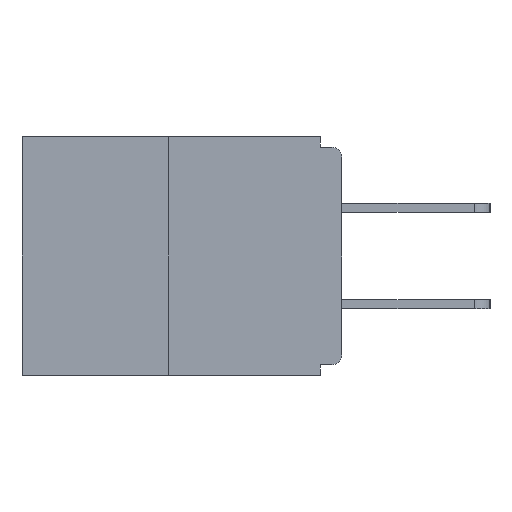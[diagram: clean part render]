
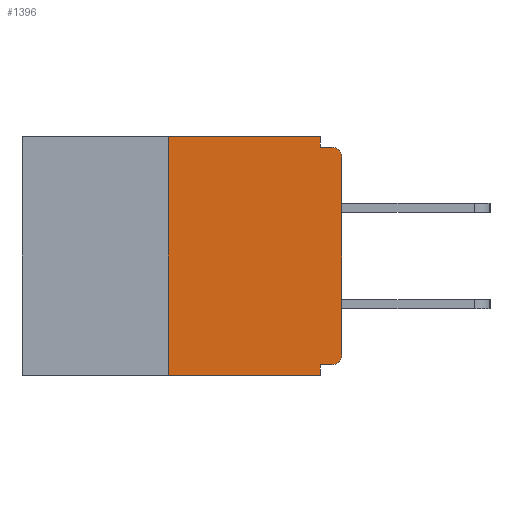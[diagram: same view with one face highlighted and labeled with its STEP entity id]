
A CAD part, left-side view. The second image highlights one B-rep face of the part: STEP entity #1396.
In plain terms, the highlighted planar face has unit normal (-1, 0, 0).
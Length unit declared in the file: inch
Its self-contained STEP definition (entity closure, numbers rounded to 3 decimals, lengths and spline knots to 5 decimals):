
#173 = ORIENTED_EDGE ( 'NONE', *, *, #12614, .F. ) ;
#467 = DIRECTION ( 'NONE',  ( 0., 0., 1. ) ) ;
#678 = EDGE_LOOP ( 'NONE', ( #173, #13705, #5507, #12291, #4611, #12591, #11054, #17226, #9709, #2448 ) ) ;
#841 = DIRECTION ( 'NONE',  ( -1., 0., 0. ) ) ;
#960 = EDGE_CURVE ( 'NONE', #3498, #21316, #7820, .T. ) ;
#1390 = DIRECTION ( 'NONE',  ( 0., 0., -1. ) ) ;
#1396 = ADVANCED_FACE ( 'NONE', ( #11740 ), #8208, .F. ) ;
#1546 = LINE ( 'NONE', #16613, #19671 ) ;
#2012 = EDGE_CURVE ( 'NONE', #17797, #6439, #10469, .T. ) ;
#2016 = VECTOR ( 'NONE', #13185, 39.37008 ) ;
#2448 = ORIENTED_EDGE ( 'NONE', *, *, #5101, .F. ) ;
#2489 = EDGE_CURVE ( 'NONE', #11434, #7492, #17365, .T. ) ;
#3349 = CARTESIAN_POINT ( 'NONE',  ( 0., 0.031, -0.328 ) ) ;
#3498 = VERTEX_POINT ( 'NONE', #9153 ) ;
#3641 = DIRECTION ( 'NONE',  ( 0., -1., 0. ) ) ;
#3814 = CARTESIAN_POINT ( 'NONE',  ( 0., 0.46, -0.343 ) ) ;
#4050 = LINE ( 'NONE', #5914, #9573 ) ;
#4502 = CARTESIAN_POINT ( 'NONE',  ( 0., 0.015, -0.015 ) ) ;
#4611 = ORIENTED_EDGE ( 'NONE', *, *, #15198, .F. ) ;
#5101 = EDGE_CURVE ( 'NONE', #15603, #11434, #13080, .T. ) ;
#5366 = CARTESIAN_POINT ( 'NONE',  ( 0., 0.031, 0. ) ) ;
#5507 = ORIENTED_EDGE ( 'NONE', *, *, #13314, .T. ) ;
#5914 = CARTESIAN_POINT ( 'NONE',  ( 0., 0., -0.328 ) ) ;
#5931 = VERTEX_POINT ( 'NONE', #10834 ) ;
#6121 = DIRECTION ( 'NONE',  ( 0., 0., -1. ) ) ;
#6236 = DIRECTION ( 'NONE',  ( 1., 0., 0. ) ) ;
#6273 = CARTESIAN_POINT ( 'NONE',  ( 0., 0.25, -0.343 ) ) ;
#6349 = CARTESIAN_POINT ( 'NONE',  ( 0., 0.46, 0. ) ) ;
#6439 = VERTEX_POINT ( 'NONE', #12783 ) ;
#6821 = DIRECTION ( 'NONE',  ( -1., 0., 0. ) ) ;
#6927 = DIRECTION ( 'NONE',  ( 0., 0., -1. ) ) ;
#7410 = AXIS2_PLACEMENT_3D ( 'NONE', #20025, #6821, #6927 ) ;
#7486 = CARTESIAN_POINT ( 'NONE',  ( 0., 0., -0.313 ) ) ;
#7492 = VERTEX_POINT ( 'NONE', #4502 ) ;
#7820 = CIRCLE ( 'NONE', #20132, 0.015 ) ;
#8208 = PLANE ( 'NONE',  #13553 ) ;
#8816 = VECTOR ( 'NONE', #12000, 39.37008 ) ;
#9153 = CARTESIAN_POINT ( 'NONE',  ( 0., 0.015, -0.328 ) ) ;
#9573 = VECTOR ( 'NONE', #12740, 39.37008 ) ;
#9709 = ORIENTED_EDGE ( 'NONE', *, *, #2489, .F. ) ;
#10469 = LINE ( 'NONE', #14102, #13159 ) ;
#10834 = CARTESIAN_POINT ( 'NONE',  ( 0., 0., -0.03 ) ) ;
#11054 = ORIENTED_EDGE ( 'NONE', *, *, #17111, .T. ) ;
#11118 = EDGE_CURVE ( 'NONE', #14921, #12239, #1546, .T. ) ;
#11434 = VERTEX_POINT ( 'NONE', #15948 ) ;
#11740 = FACE_OUTER_BOUND ( 'NONE', #678, .T. ) ;
#12000 = DIRECTION ( 'NONE',  ( 0., -1., 0. ) ) ;
#12202 = CARTESIAN_POINT ( 'NONE',  ( 0., 0., 0. ) ) ;
#12239 = VERTEX_POINT ( 'NONE', #18654 ) ;
#12291 = ORIENTED_EDGE ( 'NONE', *, *, #11118, .F. ) ;
#12408 = CARTESIAN_POINT ( 'NONE',  ( 0., 0., -0.015 ) ) ;
#12591 = ORIENTED_EDGE ( 'NONE', *, *, #960, .T. ) ;
#12614 = EDGE_CURVE ( 'NONE', #6439, #15603, #20371, .T. ) ;
#12740 = DIRECTION ( 'NONE',  ( 0., 1., 0. ) ) ;
#12783 = CARTESIAN_POINT ( 'NONE',  ( 0., 0.25, 0. ) ) ;
#13018 = VECTOR ( 'NONE', #20326, 39.37008 ) ;
#13080 = LINE ( 'NONE', #13417, #2016 ) ;
#13159 = VECTOR ( 'NONE', #467, 39.37008 ) ;
#13185 = DIRECTION ( 'NONE',  ( 0., 0., -1. ) ) ;
#13314 = EDGE_CURVE ( 'NONE', #17797, #12239, #18679, .T. ) ;
#13330 = LINE ( 'NONE', #12202, #13884 ) ;
#13417 = CARTESIAN_POINT ( 'NONE',  ( 0., 0.031, 0. ) ) ;
#13553 = AXIS2_PLACEMENT_3D ( 'NONE', #6349, #6236, #1390 ) ;
#13705 = ORIENTED_EDGE ( 'NONE', *, *, #2012, .F. ) ;
#13856 = DIRECTION ( 'NONE',  ( 0., 0., 1. ) ) ;
#13884 = VECTOR ( 'NONE', #13856, 39.37008 ) ;
#14037 = EDGE_CURVE ( 'NONE', #5931, #7492, #17598, .T. ) ;
#14102 = CARTESIAN_POINT ( 'NONE',  ( 0., 0.25, 0. ) ) ;
#14921 = VERTEX_POINT ( 'NONE', #3349 ) ;
#15198 = EDGE_CURVE ( 'NONE', #3498, #14921, #4050, .T. ) ;
#15525 = CARTESIAN_POINT ( 'NONE',  ( 0., 0.46, 0. ) ) ;
#15603 = VERTEX_POINT ( 'NONE', #5366 ) ;
#15948 = CARTESIAN_POINT ( 'NONE',  ( 0., 0.031, -0.015 ) ) ;
#16613 = CARTESIAN_POINT ( 'NONE',  ( 0., 0.031, -0.343 ) ) ;
#17111 = EDGE_CURVE ( 'NONE', #21316, #5931, #13330, .T. ) ;
#17226 = ORIENTED_EDGE ( 'NONE', *, *, #14037, .T. ) ;
#17262 = VECTOR ( 'NONE', #3641, 39.37008 ) ;
#17365 = LINE ( 'NONE', #12408, #8816 ) ;
#17598 = CIRCLE ( 'NONE', #7410, 0.015 ) ;
#17797 = VERTEX_POINT ( 'NONE', #6273 ) ;
#18654 = CARTESIAN_POINT ( 'NONE',  ( 0., 0.031, -0.343 ) ) ;
#18679 = LINE ( 'NONE', #3814, #13018 ) ;
#19671 = VECTOR ( 'NONE', #20030, 39.37008 ) ;
#20025 = CARTESIAN_POINT ( 'NONE',  ( 0., 0.015, -0.03 ) ) ;
#20030 = DIRECTION ( 'NONE',  ( 0., 0., -1. ) ) ;
#20132 = AXIS2_PLACEMENT_3D ( 'NONE', #21210, #841, #6121 ) ;
#20326 = DIRECTION ( 'NONE',  ( 0., -1., 0. ) ) ;
#20371 = LINE ( 'NONE', #15525, #17262 ) ;
#21210 = CARTESIAN_POINT ( 'NONE',  ( 0., 0.015, -0.313 ) ) ;
#21316 = VERTEX_POINT ( 'NONE', #7486 ) ;
